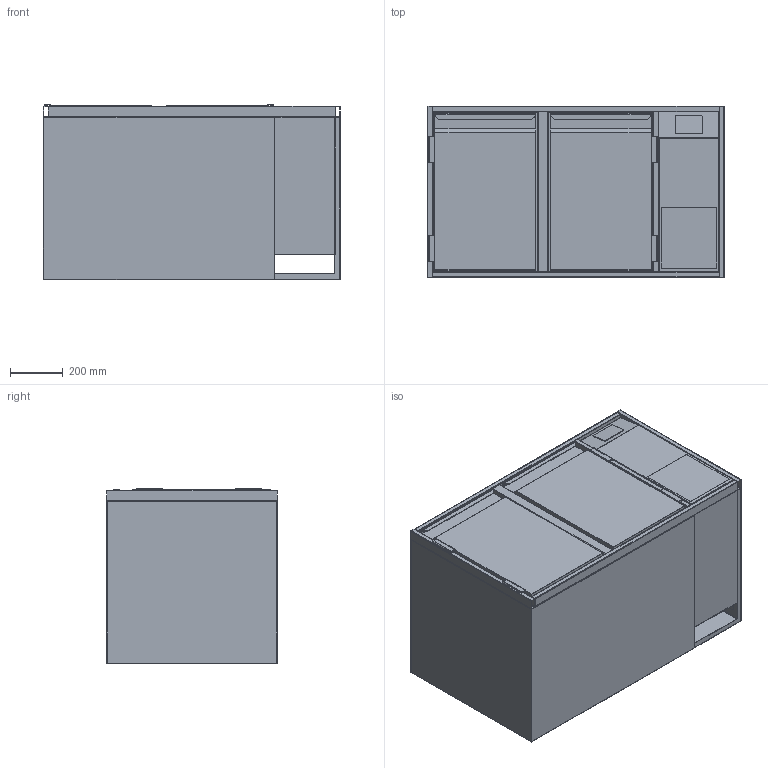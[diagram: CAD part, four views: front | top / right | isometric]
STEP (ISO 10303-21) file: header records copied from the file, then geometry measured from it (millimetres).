
FILE_DESCRIPTION (( 'STEP AP203' ), '1' );
FILE_NAME ('G-KTE-2-65-R-2T.step', '2024-02-26T13:39:03', ( '' ), ( '' ), 'SwSTEP 2.0', 'SolidWorks 2023', '' );
FILE_SCHEMA (( 'CONFIG_CONTROL_DESIGN' ));
Length unit declared in the file: millimetre
Products named in the file (11): 24-02-55011_G-KT-Fach-S-R-250-660-650; G-KTE-2-65-R-2T; 18-06-35404_TUER-385-595-L; 18-06-35404_TUER-385-595-R; 20-03-43319_G-KT-Einbauelement-Tür-400-660-650-L; 24-02-55012_G-KT-Korpus-880-660-650-R; 20-03-43319_G-KT-Einbauelement-Tür-400-660-650-R; 20-03-43318_G-KT-Rahmen-Tür-400-650; 21-01-47565_G-KT-FRR-650-1130--880B-250; 20-03-43331_G-KT-Auflage-400-660-mit-Rost; 20-03-43331_G-KT-Auflage-400-660-Ohne-Rost
Assembly tree (15 placements, depth 3):
  G-KTE-2-65-R-2T
    24-02-55012_G-KT-Korpus-880-660-650-R
    21-01-47565_G-KT-FRR-650-1130--880B-250
    24-02-55011_G-KT-Fach-S-R-250-660-650
    20-03-43319_G-KT-Einbauelement-Tür-400-660-650-L
      20-03-43318_G-KT-Rahmen-Tür-400-650
      18-06-35404_TUER-385-595-L
      20-03-43331_G-KT-Auflage-400-660-Ohne-Rost  x2
      20-03-43331_G-KT-Auflage-400-660-mit-Rost
    20-03-43319_G-KT-Einbauelement-Tür-400-660-650-R
      20-03-43318_G-KT-Rahmen-Tür-400-650
      18-06-35404_TUER-385-595-R
      20-03-43331_G-KT-Auflage-400-660-Ohne-Rost  x2
      20-03-43331_G-KT-Auflage-400-660-mit-Rost
Bounding box: 1131 x 650 x 667.5 mm (x, y, z)
Volume: 124835065.3 mm3; surface area: 11862068 mm2
Topology: 31 solids, 31 shells, 1691 faces, 4482 edges, 2836 vertices
Faces by surface type: cylinder 1012, plane 583, sphere 34, torus 32, bspline 30
Entity records: 36398 total; most frequent: CARTESIAN_POINT 6853, DIRECTION 6117, ORIENTED_EDGE 5686, EDGE_CURVE 2843, AXIS2_PLACEMENT_3D 2274, VERTEX_POINT 1798, LINE 1569, VECTOR 1569
